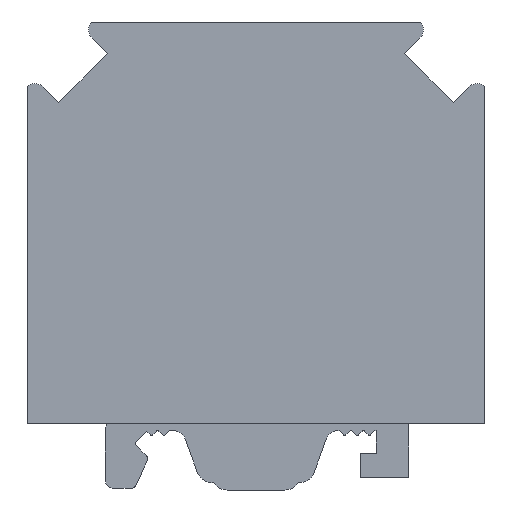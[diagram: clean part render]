
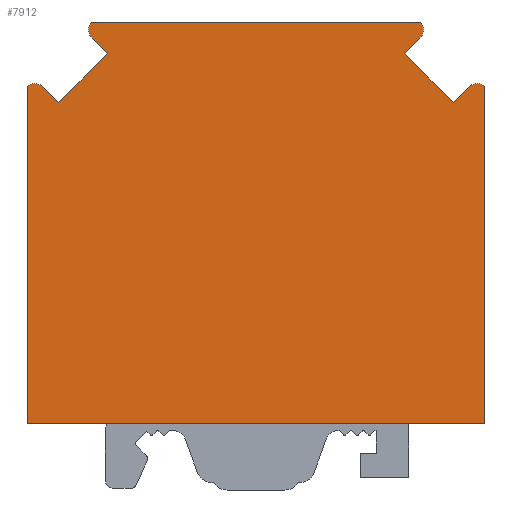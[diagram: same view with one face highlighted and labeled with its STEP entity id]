
A CAD part, front view. The second image highlights one B-rep face of the part: STEP entity #7912.
In plain terms, the highlighted planar face has unit normal (0, -1, 0).
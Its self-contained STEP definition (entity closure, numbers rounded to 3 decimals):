
#585=LINE('',#11323,#1230);
#586=LINE('',#11326,#1231);
#587=LINE('',#11330,#1232);
#588=LINE('',#11332,#1233);
#589=LINE('',#11334,#1234);
#590=LINE('',#11338,#1235);
#591=LINE('',#11342,#1236);
#592=LINE('',#11344,#1237);
#593=LINE('',#11346,#1238);
#594=LINE('',#11350,#1239);
#1230=VECTOR('',#9156,1000.);
#1231=VECTOR('',#9157,1000.);
#1232=VECTOR('',#9160,1000.);
#1233=VECTOR('',#9161,1000.);
#1234=VECTOR('',#9162,1000.);
#1235=VECTOR('',#9165,1000.);
#1236=VECTOR('',#9168,1000.);
#1237=VECTOR('',#9169,1000.);
#1238=VECTOR('',#9170,1000.);
#1239=VECTOR('',#9173,1000.);
#1985=ORIENTED_EDGE('',*,*,#3713,.F.);
#1986=ORIENTED_EDGE('',*,*,#3714,.F.);
#1987=ORIENTED_EDGE('',*,*,#3715,.T.);
#1988=ORIENTED_EDGE('',*,*,#3716,.T.);
#1989=ORIENTED_EDGE('',*,*,#3717,.T.);
#1990=ORIENTED_EDGE('',*,*,#3718,.T.);
#1991=ORIENTED_EDGE('',*,*,#3719,.T.);
#1992=ORIENTED_EDGE('',*,*,#3720,.F.);
#1993=ORIENTED_EDGE('',*,*,#3721,.T.);
#1994=ORIENTED_EDGE('',*,*,#3722,.T.);
#1995=ORIENTED_EDGE('',*,*,#3723,.T.);
#1996=ORIENTED_EDGE('',*,*,#3724,.T.);
#1997=ORIENTED_EDGE('',*,*,#3725,.T.);
#1998=ORIENTED_EDGE('',*,*,#3726,.F.);
#3713=EDGE_CURVE('',#4570,#4571,#585,.T.);
#3714=EDGE_CURVE('',#4572,#4570,#586,.T.);
#3715=EDGE_CURVE('',#4572,#4573,#4734,.F.);
#3716=EDGE_CURVE('',#4573,#4574,#587,.T.);
#3717=EDGE_CURVE('',#4574,#4575,#588,.T.);
#3718=EDGE_CURVE('',#4575,#4576,#589,.T.);
#3719=EDGE_CURVE('',#4576,#4577,#4735,.F.);
#3720=EDGE_CURVE('',#4578,#4577,#590,.T.);
#3721=EDGE_CURVE('',#4578,#4579,#4736,.F.);
#3722=EDGE_CURVE('',#4579,#4580,#591,.T.);
#3723=EDGE_CURVE('',#4580,#4581,#592,.T.);
#3724=EDGE_CURVE('',#4581,#4582,#593,.T.);
#3725=EDGE_CURVE('',#4582,#4583,#4737,.F.);
#3726=EDGE_CURVE('',#4571,#4583,#594,.T.);
#4570=VERTEX_POINT('',#11324);
#4571=VERTEX_POINT('',#11325);
#4572=VERTEX_POINT('',#11327);
#4573=VERTEX_POINT('',#11329);
#4574=VERTEX_POINT('',#11331);
#4575=VERTEX_POINT('',#11333);
#4576=VERTEX_POINT('',#11335);
#4577=VERTEX_POINT('',#11337);
#4578=VERTEX_POINT('',#11339);
#4579=VERTEX_POINT('',#11341);
#4580=VERTEX_POINT('',#11343);
#4581=VERTEX_POINT('',#11345);
#4582=VERTEX_POINT('',#11347);
#4583=VERTEX_POINT('',#11349);
#4734=CIRCLE('',#8252,0.752);
#4735=CIRCLE('',#8253,0.752);
#4736=CIRCLE('',#8254,0.752);
#4737=CIRCLE('',#8255,0.752);
#4924=EDGE_LOOP('',(#1985,#1986,#1987,#1988,#1989,#1990,#1991,#1992,#1993,
#1994,#1995,#1996,#1997,#1998));
#5263=FACE_BOUND('',#4924,.T.);
#5574=PLANE('',#8251);
#7912=ADVANCED_FACE('',(#5263),#5574,.F.);
#8251=AXIS2_PLACEMENT_3D('',#11322,#9154,#9155);
#8252=AXIS2_PLACEMENT_3D('',#11328,#9158,#9159);
#8253=AXIS2_PLACEMENT_3D('',#11336,#9163,#9164);
#8254=AXIS2_PLACEMENT_3D('',#11340,#9166,#9167);
#8255=AXIS2_PLACEMENT_3D('',#11348,#9171,#9172);
#9154=DIRECTION('',(0.,1.,0.));
#9155=DIRECTION('',(-1.,0.,0.));
#9156=DIRECTION('',(-1.,0.,0.));
#9157=DIRECTION('',(0.,0.,-1.));
#9158=DIRECTION('',(0.,1.,0.));
#9159=DIRECTION('',(-1.,0.,0.));
#9160=DIRECTION('',(-0.707,0.,-0.707));
#9161=DIRECTION('',(-0.707,0.,0.707));
#9162=DIRECTION('',(0.707,0.,0.707));
#9163=DIRECTION('',(0.,1.,0.));
#9164=DIRECTION('',(-1.,0.,0.));
#9165=DIRECTION('',(1.,0.,0.));
#9166=DIRECTION('',(0.,1.,0.));
#9167=DIRECTION('',(-1.,0.,0.));
#9168=DIRECTION('',(0.707,0.,-0.707));
#9169=DIRECTION('',(-0.707,0.,-0.707));
#9170=DIRECTION('',(-0.707,0.,0.707));
#9171=DIRECTION('',(0.,1.,0.));
#9172=DIRECTION('',(-1.,0.,0.));
#9173=DIRECTION('',(0.,0.,1.));
#11322=CARTESIAN_POINT('',(14.25,-2.96,0.7));
#11323=CARTESIAN_POINT('',(14.25,-2.96,0.7));
#11324=CARTESIAN_POINT('',(14.25,-2.96,0.7));
#11325=CARTESIAN_POINT('',(-14.25,-2.96,0.7));
#11326=CARTESIAN_POINT('',(14.25,-2.96,25.7));
#11327=CARTESIAN_POINT('',(14.25,-2.96,21.7));
#11328=CARTESIAN_POINT('',(13.773,-2.96,21.119));
#11329=CARTESIAN_POINT('',(13.241,-2.96,21.651));
#11330=CARTESIAN_POINT('',(3.27,-2.96,11.68));
#11331=CARTESIAN_POINT('',(12.285,-2.96,20.695));
#11332=CARTESIAN_POINT('',(23.265,-2.96,9.715));
#11333=CARTESIAN_POINT('',(9.245,-2.96,23.735));
#11334=CARTESIAN_POINT('',(0.23,-2.96,14.72));
#11335=CARTESIAN_POINT('',(10.201,-2.96,24.691));
#11336=CARTESIAN_POINT('',(9.669,-2.96,25.223));
#11337=CARTESIAN_POINT('',(10.25,-2.96,25.7));
#11338=CARTESIAN_POINT('',(-14.25,-2.96,25.7));
#11339=CARTESIAN_POINT('',(-10.25,-2.96,25.7));
#11340=CARTESIAN_POINT('',(-9.669,-2.96,25.223));
#11341=CARTESIAN_POINT('',(-10.201,-2.96,24.691));
#11342=CARTESIAN_POINT('',(14.02,-2.96,0.47));
#11343=CARTESIAN_POINT('',(-9.245,-2.96,23.735));
#11344=CARTESIAN_POINT('',(-9.015,-2.96,23.965));
#11345=CARTESIAN_POINT('',(-12.285,-2.96,20.695));
#11346=CARTESIAN_POINT('',(10.98,-2.96,-2.57));
#11347=CARTESIAN_POINT('',(-13.241,-2.96,21.651));
#11348=CARTESIAN_POINT('',(-13.773,-2.96,21.119));
#11349=CARTESIAN_POINT('',(-14.25,-2.96,21.7));
#11350=CARTESIAN_POINT('',(-14.25,-2.96,0.7));
